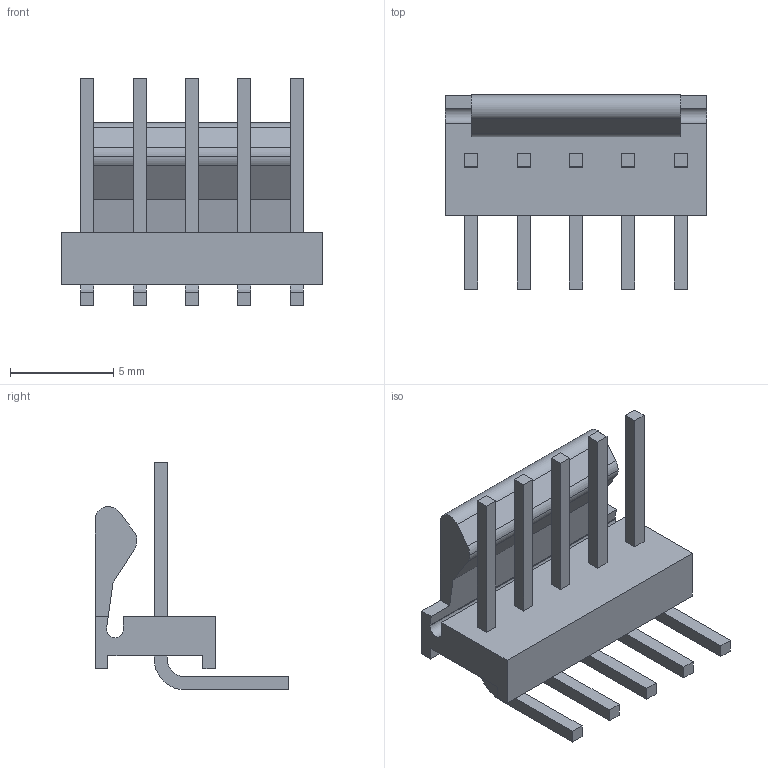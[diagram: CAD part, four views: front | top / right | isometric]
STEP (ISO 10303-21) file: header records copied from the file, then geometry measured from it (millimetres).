
FILE_DESCRIPTION(('STEP AP242'),'1');
FILE_NAME('640457-5.stp','2022-08-29T13:09:38',('TraceParts'),('TraceParts S.A.'),'Spatial InterOp 3D',' ',' ');
FILE_SCHEMA(('AP242_MANAGED_MODEL_BASED_3D_ENGINEERING_MIM_LF {1 0 10303 442 1 1 4}'));
Length unit declared in the file: millimetre
Products named in the file (1): 640457-5
Bounding box: 12.7 x 9.4 x 11.05 mm (x, y, z)
Volume: 240.7 mm3; surface area: 587.5 mm2
Topology: 1 solids, 1 shells, 93 faces, 243 edges, 162 vertices
Faces by surface type: plane 78, cylinder 15
Entity records: 2842 total; most frequent: CARTESIAN_POINT 499, ORIENTED_EDGE 486, DIRECTION 461, EDGE_CURVE 243, LINE 213, VECTOR 213, VERTEX_POINT 162, AXIS2_PLACEMENT_3D 124
